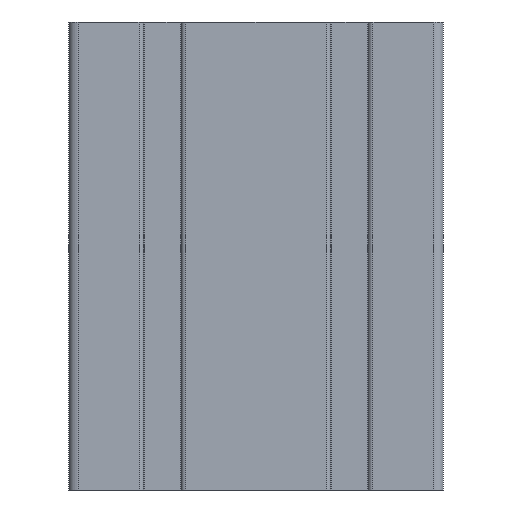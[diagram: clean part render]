
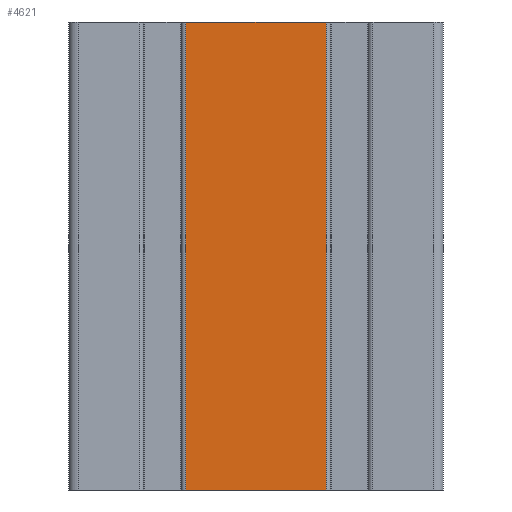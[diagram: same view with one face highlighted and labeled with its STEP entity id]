
A CAD part, left-side view. The second image highlights one B-rep face of the part: STEP entity #4621.
In plain terms, the highlighted planar face has unit normal (-1, 0, 0).
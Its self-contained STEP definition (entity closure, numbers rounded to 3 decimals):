
#145=PLANE('',#5093);
#375=FACE_OUTER_BOUND('',#621,.T.);
#621=EDGE_LOOP('',(#4025,#4026,#4027,#4028));
#979=LINE('',#7580,#1423);
#989=LINE('',#7610,#1433);
#1073=LINE('',#7848,#1517);
#1076=LINE('',#7858,#1520);
#1423=VECTOR('',#6189,100.);
#1433=VECTOR('',#6217,100.);
#1517=VECTOR('',#6459,30.);
#1520=VECTOR('',#6474,30.);
#2133=VERTEX_POINT('',#7576);
#2135=VERTEX_POINT('',#7579);
#2144=VERTEX_POINT('',#7604);
#2146=VERTEX_POINT('',#7608);
#2760=EDGE_CURVE('',#2133,#2135,#979,.T.);
#2775=EDGE_CURVE('',#2144,#2146,#989,.T.);
#2896=EDGE_CURVE('',#2135,#2146,#1073,.T.);
#2902=EDGE_CURVE('',#2133,#2144,#1076,.T.);
#4025=ORIENTED_EDGE('',*,*,#2760,.F.);
#4026=ORIENTED_EDGE('',*,*,#2902,.T.);
#4027=ORIENTED_EDGE('',*,*,#2775,.T.);
#4028=ORIENTED_EDGE('',*,*,#2896,.F.);
#4621=ADVANCED_FACE('',(#375),#145,.T.);
#5093=AXIS2_PLACEMENT_3D('',#7857,#6472,#6473);
#6189=DIRECTION('',(0.,0.,-1.));
#6217=DIRECTION('',(0.,0.,-1.));
#6459=DIRECTION('',(0.,1.,0.));
#6472=DIRECTION('center_axis',(-1.,0.,0.));
#6473=DIRECTION('ref_axis',(0.,-1.,0.));
#6474=DIRECTION('',(0.,1.,0.));
#7576=CARTESIAN_POINT('',(-60.,-15.,100.));
#7579=CARTESIAN_POINT('',(-60.,-15.,0.));
#7580=CARTESIAN_POINT('',(-60.,-15.,0.));
#7604=CARTESIAN_POINT('',(-60.,15.,100.));
#7608=CARTESIAN_POINT('',(-60.,15.,0.));
#7610=CARTESIAN_POINT('',(-60.,15.,0.));
#7848=CARTESIAN_POINT('',(-60.,19.,0.));
#7857=CARTESIAN_POINT('Origin',(-60.,38.,0.));
#7858=CARTESIAN_POINT('',(-60.,19.,100.));
